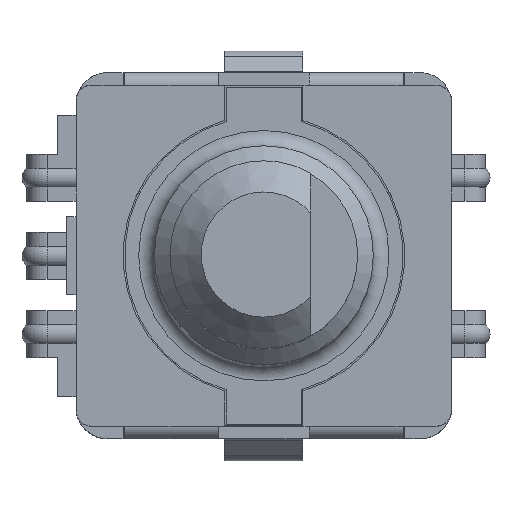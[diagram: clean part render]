
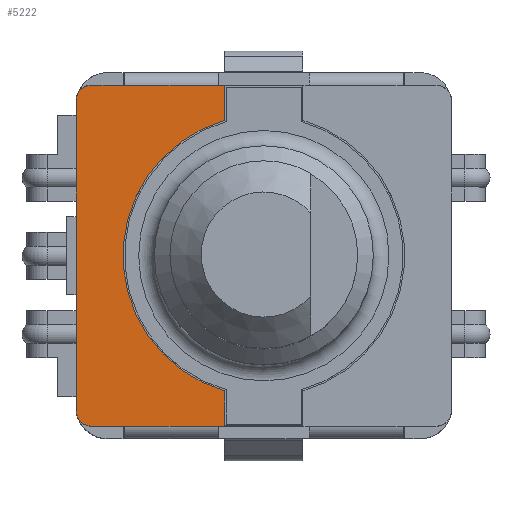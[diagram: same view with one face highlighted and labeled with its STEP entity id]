
A CAD part, top view. The second image highlights one B-rep face of the part: STEP entity #5222.
In plain terms, the highlighted planar face has unit normal (0, 0, 1).
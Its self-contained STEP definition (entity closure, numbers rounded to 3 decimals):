
#4635 = VERTEX_POINT('',#4636);
#4636 = CARTESIAN_POINT('',(-1.45,-5.45,4.5));
#4643 = EDGE_CURVE('',#4635,#4644,#4646,.T.);
#4644 = VERTEX_POINT('',#4645);
#4645 = CARTESIAN_POINT('',(-4.45,-5.45,4.5));
#4646 = LINE('',#4647,#4648);
#4647 = CARTESIAN_POINT('',(-1.45,-5.45,4.5));
#4648 = VECTOR('',#4649,1.);
#4649 = DIRECTION('',(-1.,0.,0.));
#4676 = VERTEX_POINT('',#4677);
#4677 = CARTESIAN_POINT('',(-5.5,-5.45,4.5));
#4683 = EDGE_CURVE('',#4676,#4644,#4684,.T.);
#4684 = LINE('',#4685,#4686);
#4685 = CARTESIAN_POINT('',(-5.5,-5.45,4.5));
#4686 = VECTOR('',#4687,1.);
#4687 = DIRECTION('',(1.,0.,0.));
#4951 = VERTEX_POINT('',#4952);
#4952 = CARTESIAN_POINT('',(-1.25,-4.323,4.5));
#4958 = EDGE_CURVE('',#4951,#4959,#4961,.T.);
#4959 = VERTEX_POINT('',#4960);
#4960 = CARTESIAN_POINT('',(-1.25,-5.45,4.5));
#4961 = LINE('',#4962,#4963);
#4962 = CARTESIAN_POINT('',(-1.25,-4.323,4.5));
#4963 = VECTOR('',#4964,1.);
#4964 = DIRECTION('',(0.,-1.,0.));
#5222 = ADVANCED_FACE('',(#5223),#5299,.T.);
#5223 = FACE_BOUND('',#5224,.T.);
#5224 = EDGE_LOOP('',(#5225,#5226,#5232,#5233,#5242,#5250,#5258,#5266,
    #5274,#5283,#5291,#5298));
#5225 = ORIENTED_EDGE('',*,*,#4643,.F.);
#5226 = ORIENTED_EDGE('',*,*,#5227,.T.);
#5227 = EDGE_CURVE('',#4635,#4959,#5228,.T.);
#5228 = LINE('',#5229,#5230);
#5229 = CARTESIAN_POINT('',(-5.5,-5.45,4.5));
#5230 = VECTOR('',#5231,1.);
#5231 = DIRECTION('',(1.,0.,0.));
#5232 = ORIENTED_EDGE('',*,*,#4958,.F.);
#5233 = ORIENTED_EDGE('',*,*,#5234,.F.);
#5234 = EDGE_CURVE('',#5235,#4951,#5237,.T.);
#5235 = VERTEX_POINT('',#5236);
#5236 = CARTESIAN_POINT('',(-1.25,4.323,4.5));
#5237 = CIRCLE('',#5238,4.5);
#5238 = AXIS2_PLACEMENT_3D('',#5239,#5240,#5241);
#5239 = CARTESIAN_POINT('',(0.,0.,4.5));
#5240 = DIRECTION('',(0.,0.,1.));
#5241 = DIRECTION('',(1.,0.,0.));
#5242 = ORIENTED_EDGE('',*,*,#5243,.T.);
#5243 = EDGE_CURVE('',#5235,#5244,#5246,.T.);
#5244 = VERTEX_POINT('',#5245);
#5245 = CARTESIAN_POINT('',(-1.25,5.45,4.5));
#5246 = LINE('',#5247,#5248);
#5247 = CARTESIAN_POINT('',(-1.25,4.323,4.5));
#5248 = VECTOR('',#5249,1.);
#5249 = DIRECTION('',(0.,1.,0.));
#5250 = ORIENTED_EDGE('',*,*,#5251,.T.);
#5251 = EDGE_CURVE('',#5244,#5252,#5254,.T.);
#5252 = VERTEX_POINT('',#5253);
#5253 = CARTESIAN_POINT('',(-1.45,5.45,4.5));
#5254 = LINE('',#5255,#5256);
#5255 = CARTESIAN_POINT('',(-1.25,5.45,4.5));
#5256 = VECTOR('',#5257,1.);
#5257 = DIRECTION('',(-1.,0.,0.));
#5258 = ORIENTED_EDGE('',*,*,#5259,.T.);
#5259 = EDGE_CURVE('',#5252,#5260,#5262,.T.);
#5260 = VERTEX_POINT('',#5261);
#5261 = CARTESIAN_POINT('',(-4.45,5.45,4.5));
#5262 = LINE('',#5263,#5264);
#5263 = CARTESIAN_POINT('',(-1.45,5.45,4.5));
#5264 = VECTOR('',#5265,1.);
#5265 = DIRECTION('',(-1.,0.,0.));
#5266 = ORIENTED_EDGE('',*,*,#5267,.T.);
#5267 = EDGE_CURVE('',#5260,#5268,#5270,.T.);
#5268 = VERTEX_POINT('',#5269);
#5269 = CARTESIAN_POINT('',(-5.5,5.45,4.5));
#5270 = LINE('',#5271,#5272);
#5271 = CARTESIAN_POINT('',(-1.25,5.45,4.5));
#5272 = VECTOR('',#5273,1.);
#5273 = DIRECTION('',(-1.,0.,0.));
#5274 = ORIENTED_EDGE('',*,*,#5275,.T.);
#5275 = EDGE_CURVE('',#5268,#5276,#5278,.T.);
#5276 = VERTEX_POINT('',#5277);
#5277 = CARTESIAN_POINT('',(-6.,4.95,4.5));
#5278 = CIRCLE('',#5279,0.5);
#5279 = AXIS2_PLACEMENT_3D('',#5280,#5281,#5282);
#5280 = CARTESIAN_POINT('',(-5.5,4.95,4.5));
#5281 = DIRECTION('',(0.,0.,1.));
#5282 = DIRECTION('',(1.,0.,0.));
#5283 = ORIENTED_EDGE('',*,*,#5284,.T.);
#5284 = EDGE_CURVE('',#5276,#5285,#5287,.T.);
#5285 = VERTEX_POINT('',#5286);
#5286 = CARTESIAN_POINT('',(-6.,-4.95,4.5));
#5287 = LINE('',#5288,#5289);
#5288 = CARTESIAN_POINT('',(-6.,4.95,4.5));
#5289 = VECTOR('',#5290,1.);
#5290 = DIRECTION('',(0.,-1.,0.));
#5291 = ORIENTED_EDGE('',*,*,#5292,.T.);
#5292 = EDGE_CURVE('',#5285,#4676,#5293,.T.);
#5293 = CIRCLE('',#5294,0.5);
#5294 = AXIS2_PLACEMENT_3D('',#5295,#5296,#5297);
#5295 = CARTESIAN_POINT('',(-5.5,-4.95,4.5));
#5296 = DIRECTION('',(0.,0.,1.));
#5297 = DIRECTION('',(1.,0.,0.));
#5298 = ORIENTED_EDGE('',*,*,#4683,.T.);
#5299 = PLANE('',#5300);
#5300 = AXIS2_PLACEMENT_3D('',#5301,#5302,#5303);
#5301 = CARTESIAN_POINT('',(-3.994,0.,4.5));
#5302 = DIRECTION('',(0.,0.,1.));
#5303 = DIRECTION('',(1.,0.,0.));
